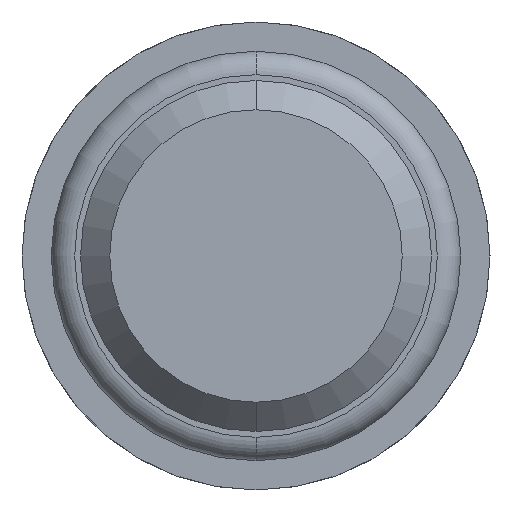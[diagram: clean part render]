
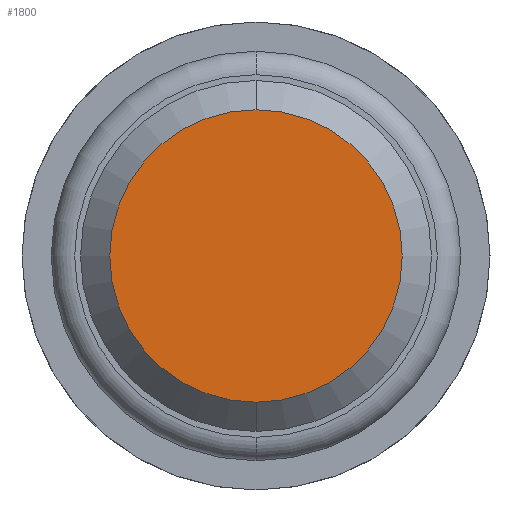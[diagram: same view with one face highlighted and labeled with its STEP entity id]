
A CAD part, front view. The second image highlights one B-rep face of the part: STEP entity #1800.
In plain terms, the highlighted planar face has unit normal (0, -1, 0).
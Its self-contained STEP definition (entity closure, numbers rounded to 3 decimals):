
#41 = DIRECTION ( 'NONE',  ( 0., 0., 1. ) ) ;
#107 = DIRECTION ( 'NONE',  ( 0., -1., 0. ) ) ;
#516 = ORIENTED_EDGE ( 'NONE', *, *, #2901, .T. ) ;
#662 = DIRECTION ( 'NONE',  ( 0., 1., 0. ) ) ;
#669 = AXIS2_PLACEMENT_3D ( 'NONE', #3037, #662, #41 ) ;
#691 = PLANE ( 'NONE',  #669 ) ;
#726 = VERTEX_POINT ( 'NONE', #2147 ) ;
#854 = CARTESIAN_POINT ( 'NONE',  ( 0., -34.6, 1.25 ) ) ;
#1452 = CIRCLE ( 'NONE', #1594, 1.25 ) ;
#1594 = AXIS2_PLACEMENT_3D ( 'NONE', #3351, #2498, #1929 ) ;
#1800 = ADVANCED_FACE ( 'Defeature ausgef�hrt3_4', ( #3048 ), #691, .F. ) ;
#1929 = DIRECTION ( 'NONE',  ( 0., 0., 1. ) ) ;
#2147 = CARTESIAN_POINT ( 'NONE',  ( 0., -34.6, -1.25 ) ) ;
#2483 = DIRECTION ( 'NONE',  ( 0., 0., 1. ) ) ;
#2498 = DIRECTION ( 'NONE',  ( 0., -1., 0. ) ) ;
#2522 = EDGE_LOOP ( 'NONE', ( #3613, #516 ) ) ;
#2717 = CIRCLE ( 'NONE', #3158, 1.25 ) ;
#2901 = EDGE_CURVE ( 'Defeature ausgef�hrt3_4+Defeature ausgef�hrt3_3+Defeature ausgef�hrt3_3+Defeature ausgef�hrt3_3', #726, #3810, #1452, .T. ) ;
#3037 = CARTESIAN_POINT ( 'NONE',  ( 0., -34.6, 0. ) ) ;
#3048 = FACE_OUTER_BOUND ( 'NONE', #2522, .T. ) ;
#3158 = AXIS2_PLACEMENT_3D ( 'NONE', #3313, #107, #2483 ) ;
#3313 = CARTESIAN_POINT ( 'NONE',  ( 0., -34.6, 0. ) ) ;
#3351 = CARTESIAN_POINT ( 'NONE',  ( 0., -34.6, 0. ) ) ;
#3613 = ORIENTED_EDGE ( 'NONE', *, *, #3623, .T. ) ;
#3623 = EDGE_CURVE ( 'Defeature ausgef�hrt3_4+Defeature ausgef�hrt3_3+Defeature ausgef�hrt3_3+Defeature ausgef�hrt3_3', #3810, #726, #2717, .T. ) ;
#3810 = VERTEX_POINT ( 'NONE', #854 ) ;
